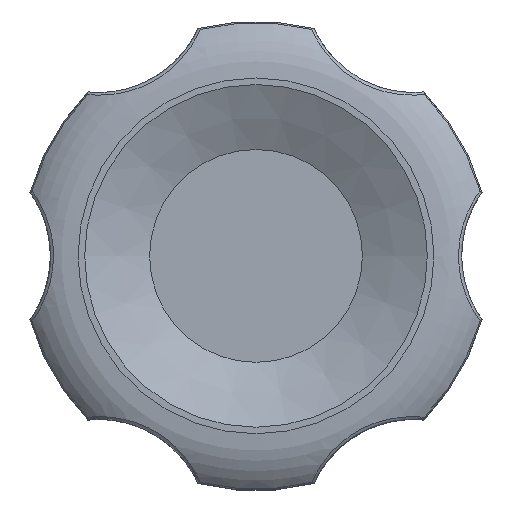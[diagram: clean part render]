
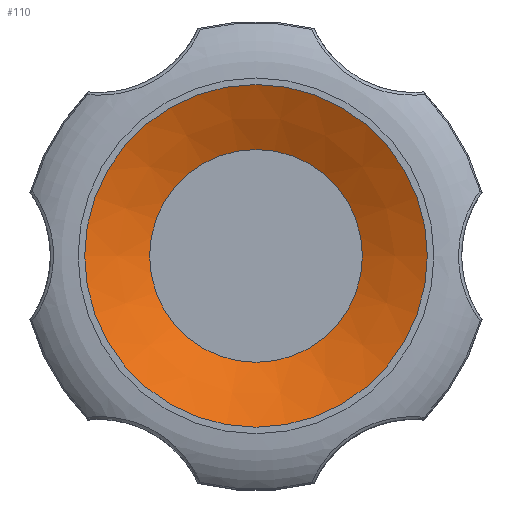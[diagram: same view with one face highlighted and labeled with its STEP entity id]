
A CAD part, top view. The second image highlights one B-rep face of the part: STEP entity #110.
In plain terms, the highlighted conical face has half-angle 64.269 degrees and reference radius 10.95 mm.
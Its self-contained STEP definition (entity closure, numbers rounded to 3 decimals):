
#110 = ADVANCED_FACE( '', ( #253, #254 ), #255, .F. );
#253 = FACE_BOUND( '', #1345, .T. );
#254 = FACE_OUTER_BOUND( '', #1346, .T. );
#255 = CONICAL_SURFACE( '', #1347, 10.95, 1.122 );
#1345 = EDGE_LOOP( '', ( #3403 ) );
#1346 = EDGE_LOOP( '', ( #3404 ) );
#1347 = AXIS2_PLACEMENT_3D( '', #3405, #3406, #3407 );
#3403 = ORIENTED_EDGE( '', *, *, #3731, .F. );
#3404 = ORIENTED_EDGE( '', *, *, #3785, .T. );
#3405 = CARTESIAN_POINT( '', ( 0., 0., 24. ) );
#3406 = DIRECTION( '', ( 0., 0., 1. ) );
#3407 = DIRECTION( '', ( 1., 0., 0. ) );
#3731 = EDGE_CURVE( '', #3927, #3927, #3928, .T. );
#3785 = EDGE_CURVE( '', #4015, #4015, #4016, .T. );
#3927 = VERTEX_POINT( '', #4546 );
#3928 = CIRCLE( '', #4547, 6.8 );
#4015 = VERTEX_POINT( '', #5411 );
#4016 = CIRCLE( '', #5412, 10.95 );
#4546 = CARTESIAN_POINT( '', ( 6.8, 0., 22. ) );
#4547 = AXIS2_PLACEMENT_3D( '', #6456, #6457, #6458 );
#5411 = CARTESIAN_POINT( '', ( 10.95, 0., 24. ) );
#5412 = AXIS2_PLACEMENT_3D( '', #6487, #6488, #6489 );
#6456 = CARTESIAN_POINT( '', ( 0., 0., 22. ) );
#6457 = DIRECTION( '', ( 0., 0., 1. ) );
#6458 = DIRECTION( '', ( 1., 0., 0. ) );
#6487 = CARTESIAN_POINT( '', ( 0., 0., 24. ) );
#6488 = DIRECTION( '', ( 0., 0., 1. ) );
#6489 = DIRECTION( '', ( 1., 0., 0. ) );
